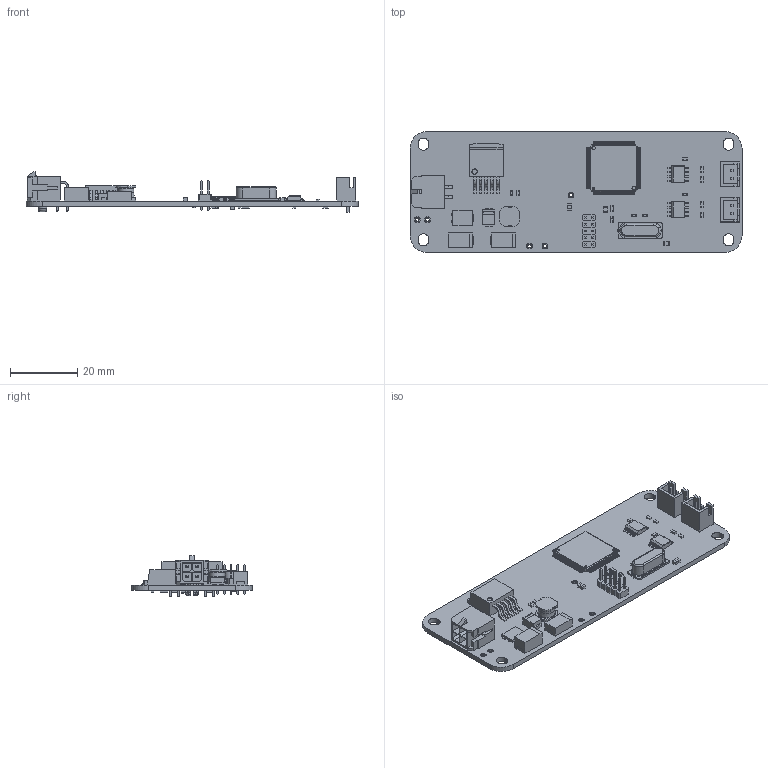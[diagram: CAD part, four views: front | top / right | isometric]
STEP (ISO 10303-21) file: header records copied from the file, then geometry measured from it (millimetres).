
FILE_DESCRIPTION(('Open CASCADE Model'),'2;1');
FILE_NAME('Open CASCADE Shape Model','2019-07-23T16:15:09',('Author'),( 'Open CASCADE'),'Open CASCADE STEP processor 6.8','Open CASCADE 6.8' ,'Unknown');
FILE_SCHEMA(('AUTOMOTIVE_DESIGN { 1 0 10303 214 1 1 1 1 }'));
Length unit declared in the file: millimetre
Products named in the file (68): PCB; Board; Open CASCADE STEP translator 6.8 1.1.1; VD1; VD_SOT1289; C3; C_E-CASE; VIN; TEST_PIN; VMCU; X1; MICRO-FIT-4; VD2; VD_SMB; R11; R_0603; R10; R9; R8; R7; R2; L5; L_0805; L4; L3; D4; LQFP100; D3; DPAK-5; D2; SO-8; C15; C_0603; C14; C13; C12; C11; C_D-CASE; C10; C9 ...
Assembly tree (102 placements, depth 3):
  PCB
    Board
      Open CASCADE STEP translator 6.8 1.1.1
    VD1
      VD_SOT1289
    C3
      C_E-CASE
    VIN
      TEST_PIN
    VMCU
      TEST_PIN
    X1
      MICRO-FIT-4
    VD2
      VD_SMB
    R11
      R_0603
    R10
      R_0603
    R9
      R_0603
    R8
      R_0603
    R7
      R_0603
    R2
      R_0603
    L5
      L_0805
    L4
      L_0805
    L3
      L_0805
    D4
      LQFP100
    D3
      DPAK-5
    D2
      SO-8
    C15
      C_0603
    C14
      C_0603
    C13
      C_0603
    C12
      C_0603
    C11
      C_D-CASE
    C10
      C_0603
    C9
      C_0603
    C8
      C_0603
    R4
      R_0603
    R3
      R_0603
    R6
Bounding box: 99 x 36 x 12.17 mm (x, y, z)
Volume: 7649.5 mm3; surface area: 11930.7 mm2
Topology: 57 solids, 57 shells, 2750 faces, 7043 edges, 4636 vertices
Faces by surface type: plane 2114, cylinder 625, torus 7, bspline 2, cone 2
Full cylindrical faces by diameter (mm): 0.25 x4, 0.5 x1, 0.8 x10, 1 x16, 1.1 x4, 1.5 x1, 3 x1, 4.79 x1
Entity records: 67477 total; most frequent: CARTESIAN_POINT 11313, DIRECTION 10431, ORIENTED_EDGE 10398, EDGE_CURVE 5199, LINE 4023, VECTOR 4023, VERTEX_POINT 3430, AXIS2_PLACEMENT_3D 3204
